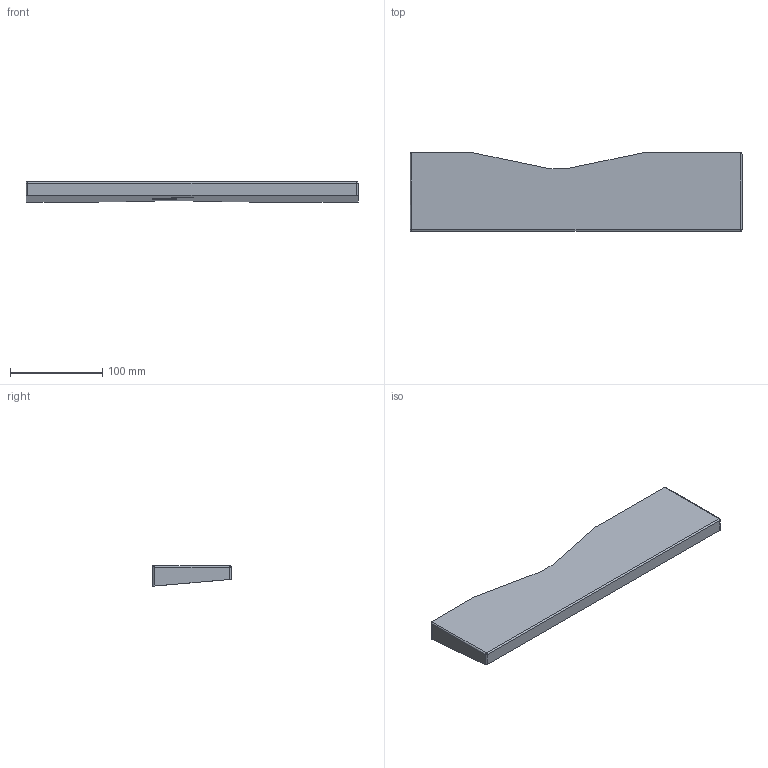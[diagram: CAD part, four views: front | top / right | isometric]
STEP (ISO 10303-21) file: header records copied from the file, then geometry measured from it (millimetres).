
FILE_DESCRIPTION( ( '' ), ' ' );
FILE_NAME( '5eba32287e93240f9321d605.step', '2020-05-12T05:20:40', ( '' ), ( '' ), ' ', ' ', ' ' );
FILE_SCHEMA( ( 'AUTOMOTIVE_DESIGN { 1 0 10303 214 1 1 1 1 }' ) );
Length unit declared in the file: metre
Products named in the file (1): Wrist Rest
Bounding box: 359 x 85 x 22.06 mm (x, y, z)
Volume: 517703.1 mm3; surface area: 74116.7 mm2
Topology: 1 solids, 1 shells, 90 faces, 227 edges, 142 vertices
Faces by surface type: cylinder 43, plane 33, torus 12, bspline 2
Entity records: 3495 total; most frequent: CARTESIAN_POINT 529, DIRECTION 499, ORIENTED_EDGE 454, EDGE_CURVE 227, AXIS2_PLACEMENT_3D 186, VERTEX_POINT 142, LINE 127, VECTOR 127
